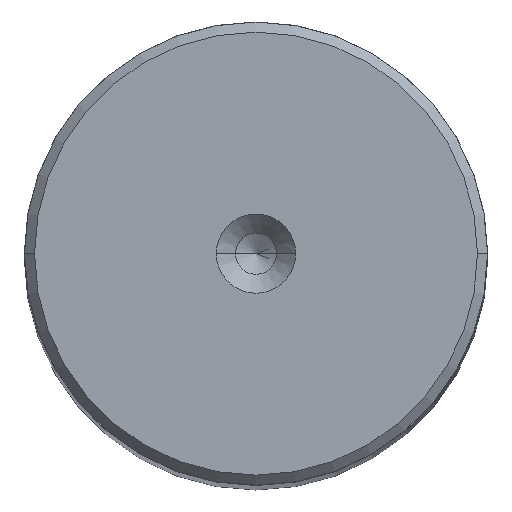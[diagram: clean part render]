
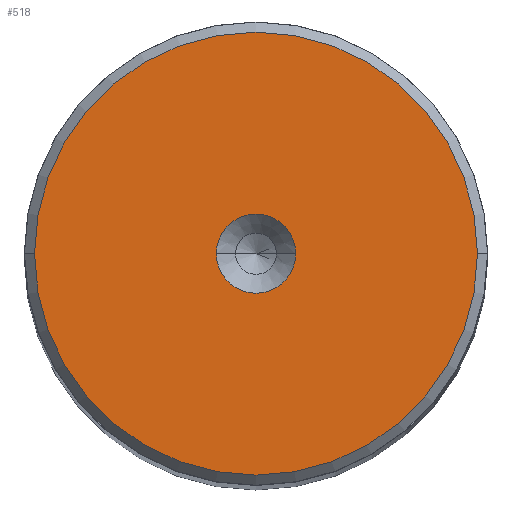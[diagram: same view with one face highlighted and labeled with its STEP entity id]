
A CAD part, top view. The second image highlights one B-rep face of the part: STEP entity #518.
In plain terms, the highlighted planar face has unit normal (0, 0, 1).
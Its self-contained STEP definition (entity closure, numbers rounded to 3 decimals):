
#39 = EDGE_LOOP ( 'NONE', ( #678, #669 ) ) ;
#89 = EDGE_CURVE ( 'NONE', #1513, #1760, #1597, .T. ) ;
#110 = CIRCLE ( 'NONE', #742, 21.514 ) ;
#148 = CARTESIAN_POINT ( 'NONE',  ( 0., 0., 260. ) ) ;
#157 = ORIENTED_EDGE ( 'NONE', *, *, #1028, .T. ) ;
#289 = CARTESIAN_POINT ( 'NONE',  ( 0., 0., 260. ) ) ;
#393 = CARTESIAN_POINT ( 'NONE',  ( 0., 0., 260. ) ) ;
#447 = DIRECTION ( 'NONE',  ( 1., 0., 0. ) ) ;
#493 = DIRECTION ( 'NONE',  ( 0., 0., 1. ) ) ;
#518 = ADVANCED_FACE ( 'NONE', ( #2641, #1790 ), #679, .T. ) ;
#576 = ORIENTED_EDGE ( 'NONE', *, *, #1483, .T. ) ;
#669 = ORIENTED_EDGE ( 'NONE', *, *, #89, .F. ) ;
#678 = ORIENTED_EDGE ( 'NONE', *, *, #2286, .F. ) ;
#679 = PLANE ( 'NONE',  #2290 ) ;
#723 = CARTESIAN_POINT ( 'NONE',  ( 21.514, 0., 260. ) ) ;
#742 = AXIS2_PLACEMENT_3D ( 'NONE', #393, #2711, #1896 ) ;
#777 = CARTESIAN_POINT ( 'NONE',  ( -21.514, 0., 260. ) ) ;
#1004 = DIRECTION ( 'NONE',  ( 0., 0., 1. ) ) ;
#1028 = EDGE_CURVE ( 'NONE', #2058, #2632, #1321, .T. ) ;
#1055 = CIRCLE ( 'NONE', #1538, 3.85 ) ;
#1079 = CARTESIAN_POINT ( 'NONE',  ( -3.85, 0., 260. ) ) ;
#1108 = DIRECTION ( 'NONE',  ( 1., 0., 0. ) ) ;
#1293 = CARTESIAN_POINT ( 'NONE',  ( 0., 0., 260. ) ) ;
#1321 = CIRCLE ( 'NONE', #2210, 21.514 ) ;
#1395 = DIRECTION ( 'NONE',  ( 1., 0., 0. ) ) ;
#1483 = EDGE_CURVE ( 'NONE', #2632, #2058, #110, .T. ) ;
#1513 = VERTEX_POINT ( 'NONE', #1079 ) ;
#1538 = AXIS2_PLACEMENT_3D ( 'NONE', #1293, #1945, #447 ) ;
#1557 = CARTESIAN_POINT ( 'NONE',  ( 3.85, 0., 260. ) ) ;
#1597 = CIRCLE ( 'NONE', #1663, 3.85 ) ;
#1663 = AXIS2_PLACEMENT_3D ( 'NONE', #289, #2402, #2595 ) ;
#1760 = VERTEX_POINT ( 'NONE', #1557 ) ;
#1790 = FACE_OUTER_BOUND ( 'NONE', #2091, .T. ) ;
#1896 = DIRECTION ( 'NONE',  ( 1., 0., 0. ) ) ;
#1945 = DIRECTION ( 'NONE',  ( 0., 0., 1. ) ) ;
#2058 = VERTEX_POINT ( 'NONE', #777 ) ;
#2091 = EDGE_LOOP ( 'NONE', ( #157, #576 ) ) ;
#2210 = AXIS2_PLACEMENT_3D ( 'NONE', #148, #1004, #1395 ) ;
#2286 = EDGE_CURVE ( 'NONE', #1760, #1513, #1055, .T. ) ;
#2290 = AXIS2_PLACEMENT_3D ( 'NONE', #2555, #493, #1108 ) ;
#2402 = DIRECTION ( 'NONE',  ( 0., 0., 1. ) ) ;
#2555 = CARTESIAN_POINT ( 'NONE',  ( 0., 0., 260. ) ) ;
#2595 = DIRECTION ( 'NONE',  ( 1., 0., 0. ) ) ;
#2632 = VERTEX_POINT ( 'NONE', #723 ) ;
#2641 = FACE_BOUND ( 'NONE', #39, .T. ) ;
#2711 = DIRECTION ( 'NONE',  ( 0., 0., 1. ) ) ;
